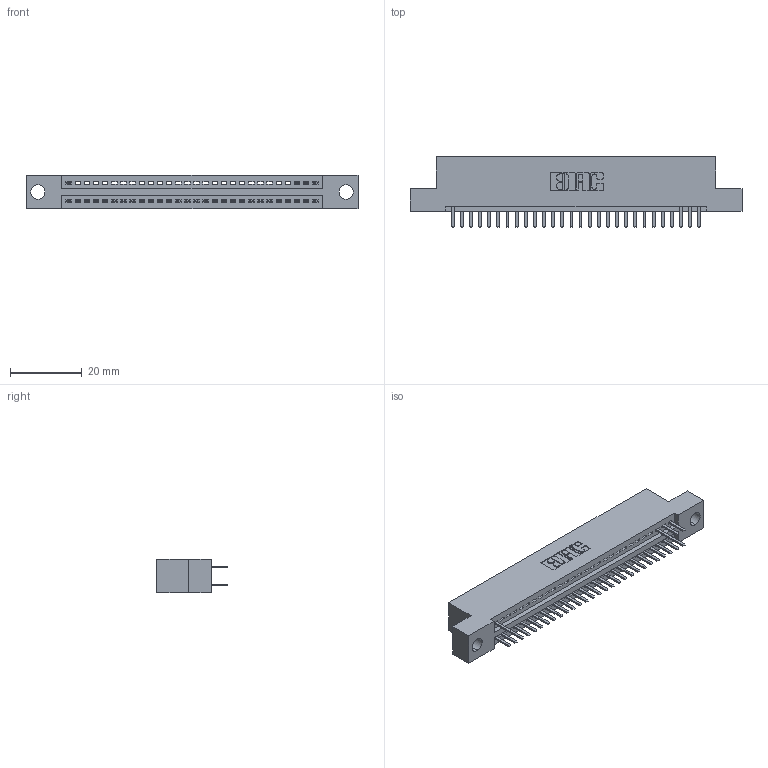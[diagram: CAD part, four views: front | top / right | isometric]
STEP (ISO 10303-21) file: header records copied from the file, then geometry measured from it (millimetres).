
FILE_DESCRIPTION (( 'STEP AP203' ), '1' );
FILE_NAME ('345-056-520-204.STEP', '2018-09-24T06:54:43', ( '' ), ( '' ), 'SwSTEP 2.0', 'SolidWorks 2016', '' );
FILE_SCHEMA (( 'CONFIG_CONTROL_DESIGN' ));
Length unit declared in the file: inch
Products named in the file (3): 345 Part_Flush Mounting Lugs - 0.156 Dia-TH; 345-292-001_345-293-120; 345-056-520-204
Assembly tree (33 placements, depth 2):
  345-056-520-204
    345 Part_Flush Mounting Lugs - 0.156 Dia-TH
    345-292-001_345-293-120  x32
Bounding box: 92.33 x 19.68 x 9.4 mm (x, y, z)
Volume: 8520.7 mm3; surface area: 10883.9 mm2
Topology: 33 solids, 33 shells, 2046 faces, 6013 edges, 3922 vertices
Faces by surface type: plane 1368, cylinder 678
Entity records: 23203 total; most frequent: CARTESIAN_POINT 4020, ORIENTED_EDGE 3966, DIRECTION 3523, EDGE_CURVE 1983, VECTOR 1735, LINE 1735, VERTEX_POINT 1318, AXIS2_PLACEMENT_3D 894
